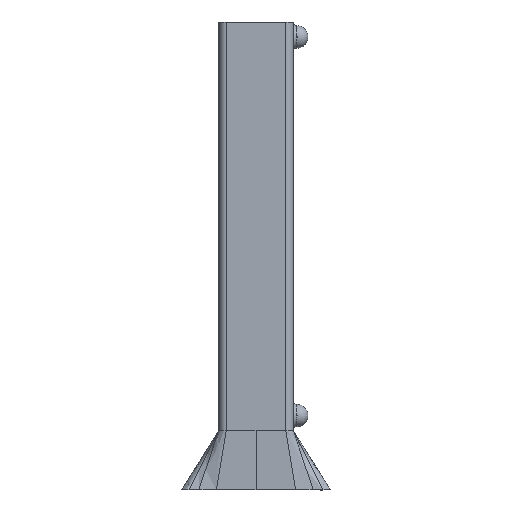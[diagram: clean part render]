
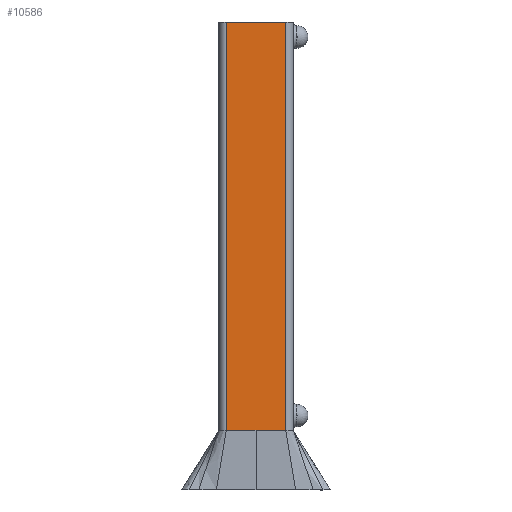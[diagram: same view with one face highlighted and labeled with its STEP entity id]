
A CAD part, top view. The second image highlights one B-rep face of the part: STEP entity #10586.
In plain terms, the highlighted planar face has unit normal (0, 0, 1).
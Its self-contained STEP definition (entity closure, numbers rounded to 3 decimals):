
#4136 = PLANE('',#4137);
#4137 = AXIS2_PLACEMENT_3D('',#4138,#4139,#4140);
#4138 = CARTESIAN_POINT('',(15.,110.,25.));
#4139 = DIRECTION('',(-0.,-1.,0.));
#4140 = DIRECTION('',(-1.,0.,-0.));
#4164 = CYLINDRICAL_SURFACE('',#4165,2.);
#4165 = AXIS2_PLACEMENT_3D('',#4166,#4167,#4168);
#4166 = CARTESIAN_POINT('',(23.,0.,
    38.));
#4167 = DIRECTION('',(-0.,-1.,0.));
#4168 = DIRECTION('',(1.,0.,0.));
#6912 = VERTEX_POINT('',#6913);
#6913 = CARTESIAN_POINT('',(7.,110.,40.));
#6932 = CYLINDRICAL_SURFACE('',#6933,2.);
#6933 = AXIS2_PLACEMENT_3D('',#6934,#6935,#6936);
#6934 = CARTESIAN_POINT('',(7.,0.,
    38.));
#6935 = DIRECTION('',(-0.,-1.,0.));
#6936 = DIRECTION('',(1.,0.,0.));
#7124 = VERTEX_POINT('',#7125);
#7125 = CARTESIAN_POINT('',(23.,110.,40.));
#7151 = EDGE_CURVE('',#6912,#7124,#7152,.T.);
#7152 = SURFACE_CURVE('',#7153,(#7157,#7164),.PCURVE_S1.);
#7153 = LINE('',#7154,#7155);
#7154 = CARTESIAN_POINT('',(7.,110.,40.));
#7155 = VECTOR('',#7156,1.);
#7156 = DIRECTION('',(1.,0.,0.));
#7157 = PCURVE('',#4136,#7158);
#7158 = DEFINITIONAL_REPRESENTATION('',(#7159),#7163);
#7159 = LINE('',#7160,#7161);
#7160 = CARTESIAN_POINT('',(8.,-15.));
#7161 = VECTOR('',#7162,1.);
#7162 = DIRECTION('',(-1.,0.));
#7163 = ( GEOMETRIC_REPRESENTATION_CONTEXT(2) 
PARAMETRIC_REPRESENTATION_CONTEXT() REPRESENTATION_CONTEXT('2D SPACE',''
  ) );
#7164 = PCURVE('',#7165,#7170);
#7165 = PLANE('',#7166);
#7166 = AXIS2_PLACEMENT_3D('',#7167,#7168,#7169);
#7167 = CARTESIAN_POINT('',(15.,55.,40.));
#7168 = DIRECTION('',(0.,0.,1.));
#7169 = DIRECTION('',(0.,1.,0.));
#7170 = DEFINITIONAL_REPRESENTATION('',(#7171),#7175);
#7171 = LINE('',#7172,#7173);
#7172 = CARTESIAN_POINT('',(55.,8.));
#7173 = VECTOR('',#7174,1.);
#7174 = DIRECTION('',(0.,-1.));
#7175 = ( GEOMETRIC_REPRESENTATION_CONTEXT(2) 
PARAMETRIC_REPRESENTATION_CONTEXT() REPRESENTATION_CONTEXT('2D SPACE',''
  ) );
#7180 = EDGE_CURVE('',#7181,#7124,#7183,.T.);
#7181 = VERTEX_POINT('',#7182);
#7182 = CARTESIAN_POINT('',(23.,0.,
    40.));
#7183 = SURFACE_CURVE('',#7184,(#7188,#7195),.PCURVE_S1.);
#7184 = LINE('',#7185,#7186);
#7185 = CARTESIAN_POINT('',(23.,0.,
    40.));
#7186 = VECTOR('',#7187,1.);
#7187 = DIRECTION('',(0.,1.,0.));
#7188 = PCURVE('',#4164,#7189);
#7189 = DEFINITIONAL_REPRESENTATION('',(#7190),#7194);
#7190 = LINE('',#7191,#7192);
#7191 = CARTESIAN_POINT('',(-4.712,0.));
#7192 = VECTOR('',#7193,1.);
#7193 = DIRECTION('',(-0.,-1.));
#7194 = ( GEOMETRIC_REPRESENTATION_CONTEXT(2) 
PARAMETRIC_REPRESENTATION_CONTEXT() REPRESENTATION_CONTEXT('2D SPACE',''
  ) );
#7195 = PCURVE('',#7165,#7196);
#7196 = DEFINITIONAL_REPRESENTATION('',(#7197),#7201);
#7197 = LINE('',#7198,#7199);
#7198 = CARTESIAN_POINT('',(-55.,-8.));
#7199 = VECTOR('',#7200,1.);
#7200 = DIRECTION('',(1.,0.));
#7201 = ( GEOMETRIC_REPRESENTATION_CONTEXT(2) 
PARAMETRIC_REPRESENTATION_CONTEXT() REPRESENTATION_CONTEXT('2D SPACE',''
  ) );
#10524 = EDGE_CURVE('',#10525,#6912,#10527,.T.);
#10525 = VERTEX_POINT('',#10526);
#10526 = CARTESIAN_POINT('',(7.,0.,
    40.));
#10527 = SURFACE_CURVE('',#10528,(#10532,#10539),.PCURVE_S1.);
#10528 = LINE('',#10529,#10530);
#10529 = CARTESIAN_POINT('',(7.,0.,
    40.));
#10530 = VECTOR('',#10531,1.);
#10531 = DIRECTION('',(0.,1.,0.));
#10532 = PCURVE('',#6932,#10533);
#10533 = DEFINITIONAL_REPRESENTATION('',(#10534),#10538);
#10534 = LINE('',#10535,#10536);
#10535 = CARTESIAN_POINT('',(-4.712,0.));
#10536 = VECTOR('',#10537,1.);
#10537 = DIRECTION('',(-0.,-1.));
#10538 = ( GEOMETRIC_REPRESENTATION_CONTEXT(2) 
PARAMETRIC_REPRESENTATION_CONTEXT() REPRESENTATION_CONTEXT('2D SPACE',''
  ) );
#10539 = PCURVE('',#7165,#10540);
#10540 = DEFINITIONAL_REPRESENTATION('',(#10541),#10545);
#10541 = LINE('',#10542,#10543);
#10542 = CARTESIAN_POINT('',(-55.,8.));
#10543 = VECTOR('',#10544,1.);
#10544 = DIRECTION('',(1.,0.));
#10545 = ( GEOMETRIC_REPRESENTATION_CONTEXT(2) 
PARAMETRIC_REPRESENTATION_CONTEXT() REPRESENTATION_CONTEXT('2D SPACE',''
  ) );
#10586 = ADVANCED_FACE('',(#10587),#7165,.T.);
#10587 = FACE_BOUND('',#10588,.T.);
#10588 = EDGE_LOOP('',(#10589,#10590,#10617,#10642,#10643));
#10589 = ORIENTED_EDGE('',*,*,#10524,.F.);
#10590 = ORIENTED_EDGE('',*,*,#10591,.T.);
#10591 = EDGE_CURVE('',#10525,#10592,#10594,.T.);
#10592 = VERTEX_POINT('',#10593);
#10593 = CARTESIAN_POINT('',(15.,0.,40.));
#10594 = SURFACE_CURVE('',#10595,(#10599,#10606),.PCURVE_S1.);
#10595 = LINE('',#10596,#10597);
#10596 = CARTESIAN_POINT('',(7.,0.,
    40.));
#10597 = VECTOR('',#10598,1.);
#10598 = DIRECTION('',(1.,0.,0.));
#10599 = PCURVE('',#7165,#10600);
#10600 = DEFINITIONAL_REPRESENTATION('',(#10601),#10605);
#10601 = LINE('',#10602,#10603);
#10602 = CARTESIAN_POINT('',(-55.,8.));
#10603 = VECTOR('',#10604,1.);
#10604 = DIRECTION('',(0.,-1.));
#10605 = ( GEOMETRIC_REPRESENTATION_CONTEXT(2) 
PARAMETRIC_REPRESENTATION_CONTEXT() REPRESENTATION_CONTEXT('2D SPACE',''
  ) );
#10606 = PCURVE('',#10607,#10612);
#10607 = B_SPLINE_SURFACE_WITH_KNOTS('',1,1,(
    (#10608,#10609)
    ,(#10610,#10611
    )),.UNSPECIFIED.,.F.,.F.,.F.,(2,2),(2,2),(18.,
    28.667),(0.,1.),.PIECEWISE_BEZIER_KNOTS.);
#10608 = CARTESIAN_POINT('',(15.,-16.,40.));
#10609 = CARTESIAN_POINT('',(15.,0.,40.));
#10610 = CARTESIAN_POINT('',(4.333,-16.,40.));
#10611 = CARTESIAN_POINT('',(7.,0.,
    40.));
#10612 = DEFINITIONAL_REPRESENTATION('',(#10613),#10616);
#10613 = B_SPLINE_CURVE_WITH_KNOTS('',1,(#10614,#10615),.UNSPECIFIED.,
  .F.,.F.,(2,2),(0.,8.),.PIECEWISE_BEZIER_KNOTS.);
#10614 = CARTESIAN_POINT('',(28.667,1.));
#10615 = CARTESIAN_POINT('',(18.,1.));
#10616 = ( GEOMETRIC_REPRESENTATION_CONTEXT(2) 
PARAMETRIC_REPRESENTATION_CONTEXT() REPRESENTATION_CONTEXT('2D SPACE',''
  ) );
#10617 = ORIENTED_EDGE('',*,*,#10618,.F.);
#10618 = EDGE_CURVE('',#7181,#10592,#10619,.T.);
#10619 = SURFACE_CURVE('',#10620,(#10624,#10631),.PCURVE_S1.);
#10620 = LINE('',#10621,#10622);
#10621 = CARTESIAN_POINT('',(23.,0.,
    40.));
#10622 = VECTOR('',#10623,1.);
#10623 = DIRECTION('',(-1.,0.,-0.));
#10624 = PCURVE('',#7165,#10625);
#10625 = DEFINITIONAL_REPRESENTATION('',(#10626),#10630);
#10626 = LINE('',#10627,#10628);
#10627 = CARTESIAN_POINT('',(-55.,-8.));
#10628 = VECTOR('',#10629,1.);
#10629 = DIRECTION('',(0.,1.));
#10630 = ( GEOMETRIC_REPRESENTATION_CONTEXT(2) 
PARAMETRIC_REPRESENTATION_CONTEXT() REPRESENTATION_CONTEXT('2D SPACE',''
  ) );
#10631 = PCURVE('',#10632,#10637);
#10632 = B_SPLINE_SURFACE_WITH_KNOTS('',1,1,(
    (#10633,#10634)
    ,(#10635,#10636
    )),.UNSPECIFIED.,.F.,.F.,.F.,(2,2),(2,2),(7.333,
    18.),(0.,1.),.PIECEWISE_BEZIER_KNOTS.);
#10633 = CARTESIAN_POINT('',(25.667,-16.,40.));
#10634 = CARTESIAN_POINT('',(23.,0.,
    40.));
#10635 = CARTESIAN_POINT('',(15.,-16.,40.));
#10636 = CARTESIAN_POINT('',(15.,0.,40.));
#10637 = DEFINITIONAL_REPRESENTATION('',(#10638),#10641);
#10638 = B_SPLINE_CURVE_WITH_KNOTS('',1,(#10639,#10640),.UNSPECIFIED.,
  .F.,.F.,(2,2),(0.,8.),.PIECEWISE_BEZIER_KNOTS.);
#10639 = CARTESIAN_POINT('',(7.333,1.));
#10640 = CARTESIAN_POINT('',(18.,1.));
#10641 = ( GEOMETRIC_REPRESENTATION_CONTEXT(2) 
PARAMETRIC_REPRESENTATION_CONTEXT() REPRESENTATION_CONTEXT('2D SPACE',''
  ) );
#10642 = ORIENTED_EDGE('',*,*,#7180,.T.);
#10643 = ORIENTED_EDGE('',*,*,#7151,.F.);
